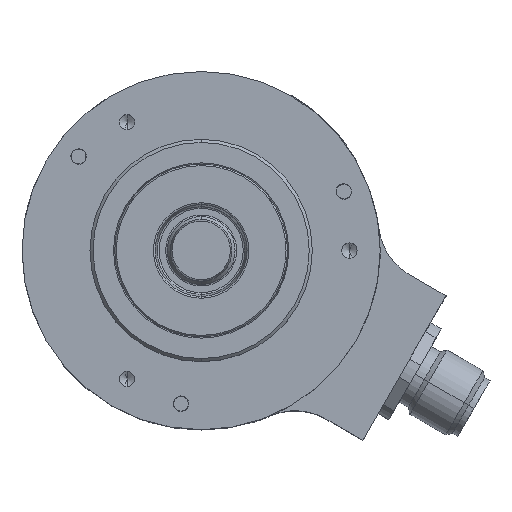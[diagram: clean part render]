
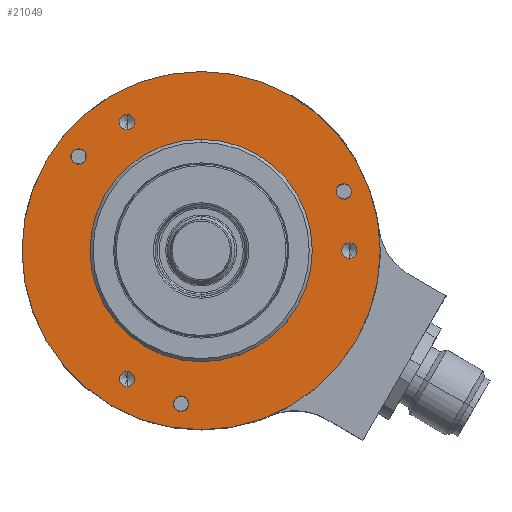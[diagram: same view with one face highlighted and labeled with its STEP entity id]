
A CAD part, top view. The second image highlights one B-rep face of the part: STEP entity #21049.
In plain terms, the highlighted planar face has unit normal (0, 0, 1).
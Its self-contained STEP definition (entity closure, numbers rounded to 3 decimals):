
#6735=CARTESIAN_POINT('',(0.,0.,17.));
#6736=DIRECTION('',(0.,0.,1.));
#6737=DIRECTION('',(1.,0.,0.));
#6738=AXIS2_PLACEMENT_3D('',#6735,#6736,#6737);
#6740=CARTESIAN_POINT('',(0.,0.,17.));
#6741=DIRECTION('',(0.,0.,1.));
#6742=DIRECTION('',(-1.,0.,0.));
#6743=AXIS2_PLACEMENT_3D('',#6740,#6741,#6742);
#6745=CARTESIAN_POINT('',(-19.834,15.219,17.));
#6746=DIRECTION('',(0.,0.,-1.));
#6747=DIRECTION('',(-0.793,0.609,0.));
#6748=AXIS2_PLACEMENT_3D('',#6745,#6746,#6747);
#6750=CARTESIAN_POINT('',(-19.834,15.219,17.));
#6751=DIRECTION('',(0.,0.,-1.));
#6752=DIRECTION('',(0.793,-0.609,0.));
#6753=AXIS2_PLACEMENT_3D('',#6750,#6751,#6752);
#6755=CARTESIAN_POINT('',(-3.263,-24.786,17.));
#6756=DIRECTION('',(0.,0.,-1.));
#6757=DIRECTION('',(-0.131,-0.991,0.));
#6758=AXIS2_PLACEMENT_3D('',#6755,#6756,#6757);
#6760=CARTESIAN_POINT('',(-3.263,-24.786,17.));
#6761=DIRECTION('',(0.,0.,-1.));
#6762=DIRECTION('',(0.131,0.991,0.));
#6763=AXIS2_PLACEMENT_3D('',#6760,#6761,#6762);
#6765=CARTESIAN_POINT('',(23.097,9.567,17.));
#6766=DIRECTION('',(0.,0.,-1.));
#6767=DIRECTION('',(0.924,0.383,0.));
#6768=AXIS2_PLACEMENT_3D('',#6765,#6766,#6767);
#6770=CARTESIAN_POINT('',(23.097,9.567,17.));
#6771=DIRECTION('',(0.,0.,-1.));
#6772=DIRECTION('',(-0.924,-0.383,0.));
#6773=AXIS2_PLACEMENT_3D('',#6770,#6771,#6772);
#6775=CARTESIAN_POINT('',(-12.,-20.785,17.));
#6776=DIRECTION('',(0.,0.,1.));
#6777=DIRECTION('',(0.,-1.,0.));
#6778=AXIS2_PLACEMENT_3D('',#6775,#6776,#6777);
#6780=CARTESIAN_POINT('',(-12.,-20.785,17.));
#6781=DIRECTION('',(0.,0.,1.));
#6782=DIRECTION('',(0.,1.,0.));
#6783=AXIS2_PLACEMENT_3D('',#6780,#6781,#6782);
#6785=CARTESIAN_POINT('',(-12.,20.785,17.));
#6786=DIRECTION('',(0.,0.,1.));
#6787=DIRECTION('',(0.,-1.,0.));
#6788=AXIS2_PLACEMENT_3D('',#6785,#6786,#6787);
#6790=CARTESIAN_POINT('',(-12.,20.785,17.));
#6791=DIRECTION('',(0.,0.,1.));
#6792=DIRECTION('',(0.,1.,0.));
#6793=AXIS2_PLACEMENT_3D('',#6790,#6791,#6792);
#6795=CARTESIAN_POINT('',(24.,0.,17.));
#6796=DIRECTION('',(0.,0.,1.));
#6797=DIRECTION('',(0.,-1.,0.));
#6798=AXIS2_PLACEMENT_3D('',#6795,#6796,#6797);
#6800=CARTESIAN_POINT('',(24.,0.,17.));
#6801=DIRECTION('',(0.,0.,1.));
#6802=DIRECTION('',(0.,1.,0.));
#6803=AXIS2_PLACEMENT_3D('',#6800,#6801,#6802);
#6809=CARTESIAN_POINT('',(0.,0.,17.));
#6810=DIRECTION('',(0.,0.,1.));
#6811=DIRECTION('',(0.,1.,0.));
#6812=AXIS2_PLACEMENT_3D('',#6809,#6810,#6811);
#6846=CARTESIAN_POINT('',(0.,0.,17.));
#6847=DIRECTION('',(0.,0.,-1.));
#6848=DIRECTION('',(0.,1.,0.));
#6849=AXIS2_PLACEMENT_3D('',#6846,#6847,#6848);
#14058=CARTESIAN_POINT('',(0.,18.,17.));
#14059=CARTESIAN_POINT('',(0.,-18.,17.));
#14060=VERTEX_POINT('',#14058);
#14061=VERTEX_POINT('',#14059);
#14062=CARTESIAN_POINT('',(29.,0.,17.));
#14063=CARTESIAN_POINT('',(-29.,0.,17.));
#14064=VERTEX_POINT('',#14062);
#14065=VERTEX_POINT('',#14063);
#14066=CARTESIAN_POINT('',(-20.826,15.98,17.));
#14067=CARTESIAN_POINT('',(-18.842,14.458,17.));
#14068=VERTEX_POINT('',#14066);
#14069=VERTEX_POINT('',#14067);
#14070=CARTESIAN_POINT('',(-3.426,-26.025,17.));
#14071=CARTESIAN_POINT('',(-3.1,-23.547,17.));
#14072=VERTEX_POINT('',#14070);
#14073=VERTEX_POINT('',#14071);
#14074=CARTESIAN_POINT('',(24.252,10.045,17.));
#14075=CARTESIAN_POINT('',(21.942,9.089,17.));
#14076=VERTEX_POINT('',#14074);
#14077=VERTEX_POINT('',#14075);
#14084=CARTESIAN_POINT('',(-12.,-22.035,17.));
#14085=CARTESIAN_POINT('',(-12.,-19.535,17.));
#14086=VERTEX_POINT('',#14084);
#14087=VERTEX_POINT('',#14085);
#14094=CARTESIAN_POINT('',(-12.,19.535,17.));
#14095=CARTESIAN_POINT('',(-12.,22.035,17.));
#14096=VERTEX_POINT('',#14094);
#14097=VERTEX_POINT('',#14095);
#14104=CARTESIAN_POINT('',(24.,-1.25,17.));
#14105=CARTESIAN_POINT('',(24.,1.25,17.));
#14106=VERTEX_POINT('',#14104);
#14107=VERTEX_POINT('',#14105);
#20998=CARTESIAN_POINT('',(0.,0.,17.));
#20999=DIRECTION('',(0.,0.,-1.));
#21000=DIRECTION('',(0.,1.,0.));
#21001=AXIS2_PLACEMENT_3D('',#20998,#20999,#21000);
#21002=PLANE('',#21001);
#21003=ORIENTED_EDGE('',*,*,#17628,.F.);
#21004=ORIENTED_EDGE('',*,*,#17565,.F.);
#21005=EDGE_LOOP('',(#21003,#21004));
#21006=FACE_OUTER_BOUND('',#21005,.F.);
#21008=ORIENTED_EDGE('',*,*,#21007,.T.);
#21010=ORIENTED_EDGE('',*,*,#21009,.F.);
#21011=EDGE_LOOP('',(#21008,#21010));
#21012=FACE_BOUND('',#21011,.F.);
#21014=ORIENTED_EDGE('',*,*,#21013,.F.);
#21016=ORIENTED_EDGE('',*,*,#21015,.F.);
#21017=EDGE_LOOP('',(#21014,#21016));
#21018=FACE_BOUND('',#21017,.F.);
#21020=ORIENTED_EDGE('',*,*,#21019,.F.);
#21022=ORIENTED_EDGE('',*,*,#21021,.F.);
#21023=EDGE_LOOP('',(#21020,#21022));
#21024=FACE_BOUND('',#21023,.F.);
#21026=ORIENTED_EDGE('',*,*,#21025,.F.);
#21028=ORIENTED_EDGE('',*,*,#21027,.F.);
#21029=EDGE_LOOP('',(#21026,#21028));
#21030=FACE_BOUND('',#21029,.F.);
#21032=ORIENTED_EDGE('',*,*,#21031,.T.);
#21034=ORIENTED_EDGE('',*,*,#21033,.T.);
#21035=EDGE_LOOP('',(#21032,#21034));
#21036=FACE_BOUND('',#21035,.F.);
#21038=ORIENTED_EDGE('',*,*,#21037,.T.);
#21040=ORIENTED_EDGE('',*,*,#21039,.T.);
#21041=EDGE_LOOP('',(#21038,#21040));
#21042=FACE_BOUND('',#21041,.F.);
#21044=ORIENTED_EDGE('',*,*,#21043,.T.);
#21046=ORIENTED_EDGE('',*,*,#21045,.T.);
#21047=EDGE_LOOP('',(#21044,#21046));
#21048=FACE_BOUND('',#21047,.F.);
#6739=CIRCLE('',#6738,29.);
#6744=CIRCLE('',#6743,29.);
#6749=CIRCLE('',#6748,1.25);
#6754=CIRCLE('',#6753,1.25);
#6759=CIRCLE('',#6758,1.25);
#6764=CIRCLE('',#6763,1.25);
#6769=CIRCLE('',#6768,1.25);
#6774=CIRCLE('',#6773,1.25);
#6779=CIRCLE('',#6778,1.25);
#6784=CIRCLE('',#6783,1.25);
#6789=CIRCLE('',#6788,1.25);
#6794=CIRCLE('',#6793,1.25);
#6799=CIRCLE('',#6798,1.25);
#6804=CIRCLE('',#6803,1.25);
#6813=CIRCLE('',#6812,18.);
#6850=CIRCLE('',#6849,18.);
#17565=EDGE_CURVE('',#14065,#14064,#6744,.T.);
#17628=EDGE_CURVE('',#14064,#14065,#6739,.T.);
#21007=EDGE_CURVE('',#14060,#14061,#6813,.T.);
#21009=EDGE_CURVE('',#14060,#14061,#6850,.T.);
#21013=EDGE_CURVE('',#14068,#14069,#6749,.T.);
#21015=EDGE_CURVE('',#14069,#14068,#6754,.T.);
#21019=EDGE_CURVE('',#14072,#14073,#6759,.T.);
#21021=EDGE_CURVE('',#14073,#14072,#6764,.T.);
#21025=EDGE_CURVE('',#14076,#14077,#6769,.T.);
#21027=EDGE_CURVE('',#14077,#14076,#6774,.T.);
#21031=EDGE_CURVE('',#14086,#14087,#6779,.T.);
#21033=EDGE_CURVE('',#14087,#14086,#6784,.T.);
#21037=EDGE_CURVE('',#14096,#14097,#6789,.T.);
#21039=EDGE_CURVE('',#14097,#14096,#6794,.T.);
#21043=EDGE_CURVE('',#14106,#14107,#6799,.T.);
#21045=EDGE_CURVE('',#14107,#14106,#6804,.T.);
#21049=ADVANCED_FACE('',(#21006,#21012,#21018,#21024,#21030,#21036,#21042,
#21048),#21002,.F.);
